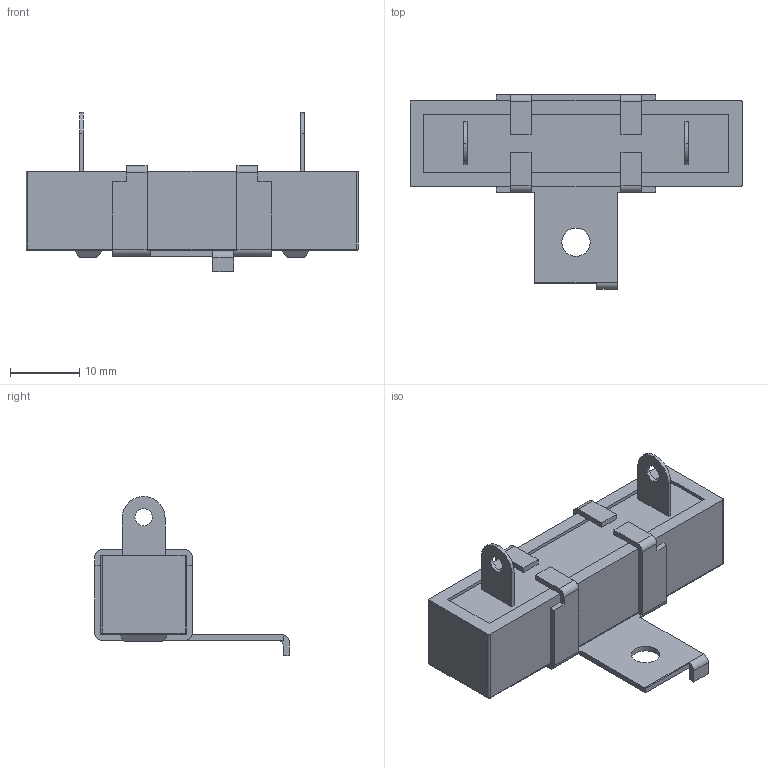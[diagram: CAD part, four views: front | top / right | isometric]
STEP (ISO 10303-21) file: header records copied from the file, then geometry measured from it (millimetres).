
FILE_DESCRIPTION (( 'STEP AP203' ), '1' );
FILE_NAME ('WPRT15SB.STEP', '2015-10-19T11:33:13', ( '' ), ( '' ), 'SwSTEP 2.0', 'SolidWorks 2015', '' );
FILE_SCHEMA (( 'CONFIG_CONTROL_DESIGN' ));
Length unit declared in the file: millimetre
Products named in the file (1): WPRT15SB
Bounding box: 48 x 28.1 x 23 mm (x, y, z)
Surface area: 4416.6 mm2 (no closed solid volume)
Topology: 0 solids, 4 shells, 101 faces, 345 edges, 255 vertices
Faces by surface type: plane 73, cylinder 26, sphere 2
Entity records: 4150 total; most frequent: CARTESIAN_POINT 1052, ORIENTED_EDGE 646, DIRECTION 573, EDGE_CURVE 343, VECTOR 267, LINE 267, VERTEX_POINT 255, AXIS2_PLACEMENT_3D 153
